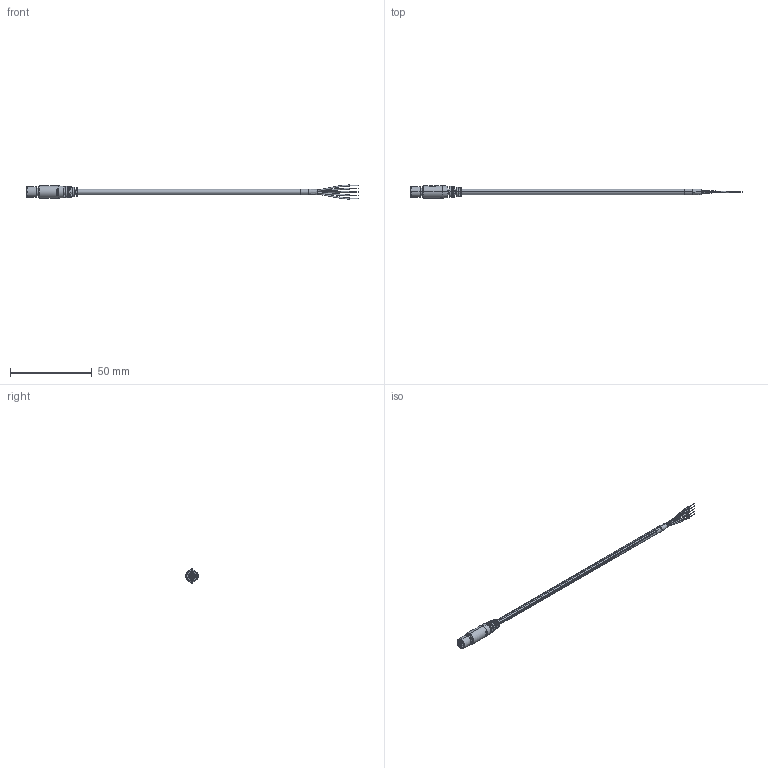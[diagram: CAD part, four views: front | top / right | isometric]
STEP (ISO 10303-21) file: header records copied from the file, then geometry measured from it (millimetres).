
FILE_DESCRIPTION (( 'STEP AP203' ), '1' );
FILE_NAME ('10-03873_revA.STEP', '2021-03-02T17:35:54', ( '' ), ( '' ), 'SwSTEP 2.0', 'SolidWorks 2021', '' );
FILE_SCHEMA (( 'CONFIG_CONTROL_DESIGN' ));
Length unit declared in the file: millimetre
Products named in the file (9): M5F4P; 30-01639_s + t; M5_oring_small; 50-00673; M5Female_socket; 10-03873_revA; 24-00356; M5F_shield; M5Female_inline threads
Assembly tree (11 placements, depth 3):
  10-03873_revA
    30-01639_s + t
    24-00356
    50-00673
      M5Female_inline threads
      M5F4P
      M5Female_socket  x4
      M5_oring_small
      M5F_shield
Bounding box: 203.08 x 7.58 x 8.7 mm (x, y, z)
Volume: 2511.7 mm3; surface area: 23682.3 mm2
Topology: 290 solids, 290 shells, 1916 faces, 3842 edges, 2524 vertices
Faces by surface type: cylinder 1119, plane 672, bspline 65, torus 44, cone 16
Entity records: 53839 total; most frequent: CARTESIAN_POINT 11775, DIRECTION 9486, ORIENTED_EDGE 7396, AXIS2_PLACEMENT_3D 4133, EDGE_CURVE 3698, VERTEX_POINT 2440, EDGE_LOOP 2360, CIRCLE 2330
